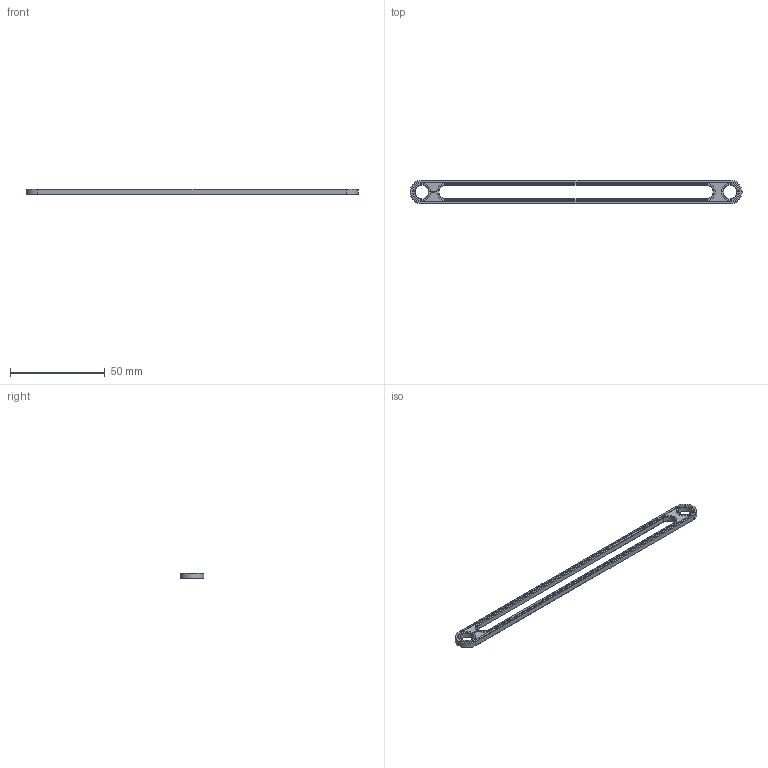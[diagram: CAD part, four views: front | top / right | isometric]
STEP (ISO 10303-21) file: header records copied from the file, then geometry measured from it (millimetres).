
FILE_DESCRIPTION(('FreeCAD Model'),'2;1');
FILE_NAME('Open CASCADE Shape Model','2021-03-08T23:32:50',( 'Paulo Kiefe'),('STEMFIE.org'),'Open CASCADE STEP processor 7.4', 'FreeCAD','Unknown');
FILE_SCHEMA(('AUTOMOTIVE_DESIGN { 1 0 10303 214 1 1 1 1 }'));
Length unit declared in the file: millimetre
Products named in the file (1): Brace_STR_SLT_CNT_ERR__BU14x01x00.25x12_-_SPN-BRC-0394_(stemfie.org)
Bounding box: 175 x 12.5 x 3.12 mm (x, y, z)
Volume: 3240.4 mm3; surface area: 4253.3 mm2
Topology: 1 solids, 1 shells, 575 faces, 1592 edges, 1057 vertices
Faces by surface type: plane 341, extrusion 210, cone 12, cylinder 12
Full cylindrical faces by diameter (mm): 7 x2, 9.2 x2
Entity records: 40486 total; most frequent: CARTESIAN_POINT 10314, DIRECTION 4699, VECTOR 3860, LINE 3650, ORIENTED_EDGE 3184, PCURVE 3184, DEFINITIONAL_REPRESENTATION 3184, EDGE_CURVE 1592
